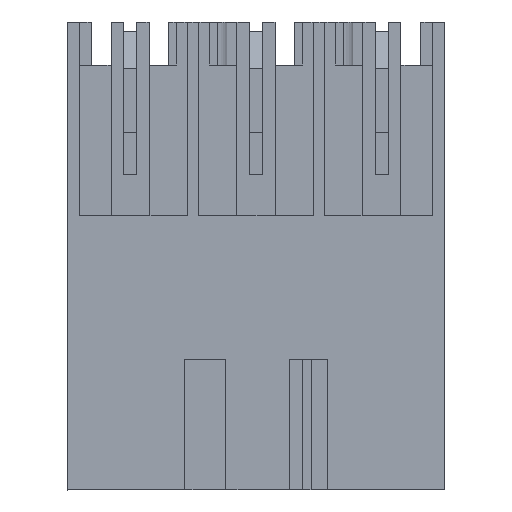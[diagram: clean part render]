
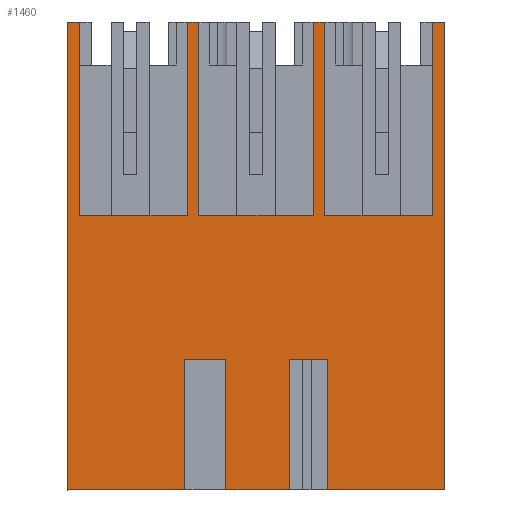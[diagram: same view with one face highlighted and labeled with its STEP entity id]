
A CAD part, top view. The second image highlights one B-rep face of the part: STEP entity #1460.
In plain terms, the highlighted planar face has unit normal (0, 0, 1).
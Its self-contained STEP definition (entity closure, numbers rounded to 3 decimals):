
#1271=AXIS2_PLACEMENT_3D('Plane Axis2P3D',#1268,#1269,#1270) ;
#218=CARTESIAN_POINT('Line Origine',(4.01,16.6,14.)) ;
#222=CARTESIAN_POINT('Vertex',(0.75,16.6,14.)) ;
#224=CARTESIAN_POINT('Vertex',(7.27,16.6,14.)) ;
#1037=CARTESIAN_POINT('Vertex',(0.75,28.3,14.)) ;
#1040=CARTESIAN_POINT('Line Origine',(0.75,22.45,14.)) ;
#1245=CARTESIAN_POINT('Vertex',(0.,28.3,14.)) ;
#1248=CARTESIAN_POINT('Line Origine',(0.375,28.3,14.)) ;
#1268=CARTESIAN_POINT('Axis2P3D Location',(-7.62,28.3,14.)) ;
#1273=CARTESIAN_POINT('Line Origine',(22.11,22.45,14.)) ;
#1277=CARTESIAN_POINT('Vertex',(22.11,16.6,14.)) ;
#1279=CARTESIAN_POINT('Vertex',(22.11,28.3,14.)) ;
#1282=CARTESIAN_POINT('Line Origine',(18.85,16.6,14.)) ;
#1286=CARTESIAN_POINT('Vertex',(15.59,16.6,14.)) ;
#1289=CARTESIAN_POINT('Line Origine',(15.59,22.45,14.)) ;
#1293=CARTESIAN_POINT('Vertex',(15.59,28.3,14.)) ;
#1296=CARTESIAN_POINT('Line Origine',(15.415,28.3,14.)) ;
#1300=CARTESIAN_POINT('Vertex',(15.24,28.3,14.)) ;
#1303=CARTESIAN_POINT('Line Origine',(15.065,28.3,14.)) ;
#1307=CARTESIAN_POINT('Vertex',(14.89,28.3,14.)) ;
#1310=CARTESIAN_POINT('Line Origine',(14.89,22.45,14.)) ;
#1314=CARTESIAN_POINT('Vertex',(14.89,16.6,14.)) ;
#1317=CARTESIAN_POINT('Line Origine',(11.43,16.6,14.)) ;
#1321=CARTESIAN_POINT('Vertex',(7.97,16.6,14.)) ;
#1324=CARTESIAN_POINT('Line Origine',(7.97,22.45,14.)) ;
#1328=CARTESIAN_POINT('Vertex',(7.97,28.3,14.)) ;
#1331=CARTESIAN_POINT('Line Origine',(7.795,28.3,14.)) ;
#1335=CARTESIAN_POINT('Vertex',(7.62,28.3,14.)) ;
#1338=CARTESIAN_POINT('Line Origine',(7.445,28.3,14.)) ;
#1342=CARTESIAN_POINT('Vertex',(7.27,28.3,14.)) ;
#1345=CARTESIAN_POINT('Line Origine',(7.27,22.45,14.)) ;
#1350=CARTESIAN_POINT('Line Origine',(0.,14.15,14.)) ;
#1354=CARTESIAN_POINT('Vertex',(0.,0.,14.)) ;
#1357=CARTESIAN_POINT('Line Origine',(3.552,0.,14.)) ;
#1361=CARTESIAN_POINT('Vertex',(7.104,0.,14.)) ;
#1364=CARTESIAN_POINT('Line Origine',(7.104,3.95,14.)) ;
#1368=CARTESIAN_POINT('Vertex',(7.104,7.9,14.)) ;
#1371=CARTESIAN_POINT('Line Origine',(8.357,7.9,14.)) ;
#1375=CARTESIAN_POINT('Vertex',(9.61,7.9,14.)) ;
#1378=CARTESIAN_POINT('Line Origine',(9.61,3.95,14.)) ;
#1382=CARTESIAN_POINT('Vertex',(9.61,0.,14.)) ;
#1385=CARTESIAN_POINT('Line Origine',(11.529,0.,14.)) ;
#1389=CARTESIAN_POINT('Vertex',(13.449,0.,14.)) ;
#1392=CARTESIAN_POINT('Line Origine',(13.449,3.95,14.)) ;
#1396=CARTESIAN_POINT('Vertex',(13.449,7.9,14.)) ;
#1399=CARTESIAN_POINT('Line Origine',(14.602,7.9,14.)) ;
#1403=CARTESIAN_POINT('Vertex',(15.756,7.9,14.)) ;
#1406=CARTESIAN_POINT('Line Origine',(15.756,3.95,14.)) ;
#1410=CARTESIAN_POINT('Vertex',(15.756,0.,14.)) ;
#1413=CARTESIAN_POINT('Line Origine',(19.308,0.,14.)) ;
#1417=CARTESIAN_POINT('Vertex',(22.86,0.,14.)) ;
#1420=CARTESIAN_POINT('Line Origine',(22.86,14.15,14.)) ;
#1424=CARTESIAN_POINT('Vertex',(22.86,28.3,14.)) ;
#1427=CARTESIAN_POINT('Line Origine',(22.485,28.3,14.)) ;
#219=DIRECTION('Vector Direction',(1.,0.,0.)) ;
#1041=DIRECTION('Vector Direction',(0.,1.,0.)) ;
#1249=DIRECTION('Vector Direction',(-1.,0.,0.)) ;
#1269=DIRECTION('Axis2P3D Direction',(0.,0.,1.)) ;
#1270=DIRECTION('Axis2P3D XDirection',(0.,-1.,0.)) ;
#1274=DIRECTION('Vector Direction',(0.,1.,0.)) ;
#1283=DIRECTION('Vector Direction',(-1.,0.,0.)) ;
#1290=DIRECTION('Vector Direction',(0.,-1.,0.)) ;
#1297=DIRECTION('Vector Direction',(1.,0.,0.)) ;
#1304=DIRECTION('Vector Direction',(1.,0.,0.)) ;
#1311=DIRECTION('Vector Direction',(0.,-1.,0.)) ;
#1318=DIRECTION('Vector Direction',(-1.,0.,0.)) ;
#1325=DIRECTION('Vector Direction',(0.,-1.,0.)) ;
#1332=DIRECTION('Vector Direction',(1.,0.,0.)) ;
#1339=DIRECTION('Vector Direction',(1.,0.,0.)) ;
#1346=DIRECTION('Vector Direction',(0.,-1.,0.)) ;
#1351=DIRECTION('Vector Direction',(0.,1.,0.)) ;
#1358=DIRECTION('Vector Direction',(1.,0.,0.)) ;
#1365=DIRECTION('Vector Direction',(0.,1.,0.)) ;
#1372=DIRECTION('Vector Direction',(-1.,0.,0.)) ;
#1379=DIRECTION('Vector Direction',(0.,1.,0.)) ;
#1386=DIRECTION('Vector Direction',(1.,0.,0.)) ;
#1393=DIRECTION('Vector Direction',(0.,-1.,0.)) ;
#1400=DIRECTION('Vector Direction',(-1.,0.,0.)) ;
#1407=DIRECTION('Vector Direction',(0.,-1.,0.)) ;
#1414=DIRECTION('Vector Direction',(1.,0.,0.)) ;
#1421=DIRECTION('Vector Direction',(0.,1.,0.)) ;
#1428=DIRECTION('Vector Direction',(1.,0.,0.)) ;
#220=VECTOR('Line Direction',#219,1.) ;
#1042=VECTOR('Line Direction',#1041,1.) ;
#1250=VECTOR('Line Direction',#1249,1.) ;
#1275=VECTOR('Line Direction',#1274,1.) ;
#1284=VECTOR('Line Direction',#1283,1.) ;
#1291=VECTOR('Line Direction',#1290,1.) ;
#1298=VECTOR('Line Direction',#1297,1.) ;
#1305=VECTOR('Line Direction',#1304,1.) ;
#1312=VECTOR('Line Direction',#1311,1.) ;
#1319=VECTOR('Line Direction',#1318,1.) ;
#1326=VECTOR('Line Direction',#1325,1.) ;
#1333=VECTOR('Line Direction',#1332,1.) ;
#1340=VECTOR('Line Direction',#1339,1.) ;
#1347=VECTOR('Line Direction',#1346,1.) ;
#1352=VECTOR('Line Direction',#1351,1.) ;
#1359=VECTOR('Line Direction',#1358,1.) ;
#1366=VECTOR('Line Direction',#1365,1.) ;
#1373=VECTOR('Line Direction',#1372,1.) ;
#1380=VECTOR('Line Direction',#1379,1.) ;
#1387=VECTOR('Line Direction',#1386,1.) ;
#1394=VECTOR('Line Direction',#1393,1.) ;
#1401=VECTOR('Line Direction',#1400,1.) ;
#1408=VECTOR('Line Direction',#1407,1.) ;
#1415=VECTOR('Line Direction',#1414,1.) ;
#1422=VECTOR('Line Direction',#1421,1.) ;
#1429=VECTOR('Line Direction',#1428,1.) ;
#1433=ORIENTED_EDGE('',*,*,#1281,.F.) ;
#1434=ORIENTED_EDGE('',*,*,#1288,.T.) ;
#1435=ORIENTED_EDGE('',*,*,#1295,.F.) ;
#1436=ORIENTED_EDGE('',*,*,#1302,.T.) ;
#1437=ORIENTED_EDGE('',*,*,#1309,.F.) ;
#1438=ORIENTED_EDGE('',*,*,#1316,.T.) ;
#1439=ORIENTED_EDGE('',*,*,#1323,.F.) ;
#1440=ORIENTED_EDGE('',*,*,#1330,.F.) ;
#1441=ORIENTED_EDGE('',*,*,#1337,.T.) ;
#1442=ORIENTED_EDGE('',*,*,#1344,.F.) ;
#1443=ORIENTED_EDGE('',*,*,#1349,.T.) ;
#1444=ORIENTED_EDGE('',*,*,#226,.F.) ;
#1445=ORIENTED_EDGE('',*,*,#1044,.T.) ;
#1446=ORIENTED_EDGE('',*,*,#1252,.T.) ;
#1447=ORIENTED_EDGE('',*,*,#1356,.F.) ;
#1448=ORIENTED_EDGE('',*,*,#1363,.F.) ;
#1449=ORIENTED_EDGE('',*,*,#1370,.T.) ;
#1450=ORIENTED_EDGE('',*,*,#1377,.F.) ;
#1451=ORIENTED_EDGE('',*,*,#1384,.F.) ;
#1452=ORIENTED_EDGE('',*,*,#1391,.T.) ;
#1453=ORIENTED_EDGE('',*,*,#1398,.F.) ;
#1454=ORIENTED_EDGE('',*,*,#1405,.F.) ;
#1455=ORIENTED_EDGE('',*,*,#1412,.T.) ;
#1456=ORIENTED_EDGE('',*,*,#1419,.T.) ;
#1457=ORIENTED_EDGE('',*,*,#1426,.T.) ;
#1458=ORIENTED_EDGE('',*,*,#1431,.F.) ;
#1460=ADVANCED_FACE('housing',(#1459),#1272,.T.) ;
#226=EDGE_CURVE('',#223,#225,#221,.T.) ;
#1044=EDGE_CURVE('',#223,#1038,#1043,.T.) ;
#1252=EDGE_CURVE('',#1038,#1246,#1251,.T.) ;
#1281=EDGE_CURVE('',#1278,#1280,#1276,.T.) ;
#1288=EDGE_CURVE('',#1278,#1287,#1285,.T.) ;
#1295=EDGE_CURVE('',#1294,#1287,#1292,.T.) ;
#1302=EDGE_CURVE('',#1294,#1301,#1299,.F.) ;
#1309=EDGE_CURVE('',#1308,#1301,#1306,.T.) ;
#1316=EDGE_CURVE('',#1308,#1315,#1313,.T.) ;
#1323=EDGE_CURVE('',#1322,#1315,#1320,.F.) ;
#1330=EDGE_CURVE('',#1329,#1322,#1327,.T.) ;
#1337=EDGE_CURVE('',#1329,#1336,#1334,.F.) ;
#1344=EDGE_CURVE('',#1343,#1336,#1341,.T.) ;
#1349=EDGE_CURVE('',#1343,#225,#1348,.T.) ;
#1356=EDGE_CURVE('',#1355,#1246,#1353,.T.) ;
#1363=EDGE_CURVE('',#1362,#1355,#1360,.F.) ;
#1370=EDGE_CURVE('',#1362,#1369,#1367,.T.) ;
#1377=EDGE_CURVE('',#1376,#1369,#1374,.T.) ;
#1384=EDGE_CURVE('',#1383,#1376,#1381,.T.) ;
#1391=EDGE_CURVE('',#1383,#1390,#1388,.T.) ;
#1398=EDGE_CURVE('',#1397,#1390,#1395,.T.) ;
#1405=EDGE_CURVE('',#1404,#1397,#1402,.T.) ;
#1412=EDGE_CURVE('',#1404,#1411,#1409,.T.) ;
#1419=EDGE_CURVE('',#1411,#1418,#1416,.T.) ;
#1426=EDGE_CURVE('',#1418,#1425,#1423,.T.) ;
#1431=EDGE_CURVE('',#1280,#1425,#1430,.T.) ;
#1432=EDGE_LOOP('',(#1433,#1434,#1435,#1436,#1437,#1438,#1439,#1440,#1441,#1442,#1443,#1444,#1445,#1446,#1447,#1448,#1449,#1450,#1451,#1452,#1453,#1454,#1455,#1456,#1457,#1458)) ;
#1459=FACE_OUTER_BOUND('',#1432,.T.) ;
#221=LINE('Line',#218,#220) ;
#1043=LINE('Line',#1040,#1042) ;
#1251=LINE('Line',#1248,#1250) ;
#1276=LINE('Line',#1273,#1275) ;
#1285=LINE('Line',#1282,#1284) ;
#1292=LINE('Line',#1289,#1291) ;
#1299=LINE('Line',#1296,#1298) ;
#1306=LINE('Line',#1303,#1305) ;
#1313=LINE('Line',#1310,#1312) ;
#1320=LINE('Line',#1317,#1319) ;
#1327=LINE('Line',#1324,#1326) ;
#1334=LINE('Line',#1331,#1333) ;
#1341=LINE('Line',#1338,#1340) ;
#1348=LINE('Line',#1345,#1347) ;
#1353=LINE('Line',#1350,#1352) ;
#1360=LINE('Line',#1357,#1359) ;
#1367=LINE('Line',#1364,#1366) ;
#1374=LINE('Line',#1371,#1373) ;
#1381=LINE('Line',#1378,#1380) ;
#1388=LINE('Line',#1385,#1387) ;
#1395=LINE('Line',#1392,#1394) ;
#1402=LINE('Line',#1399,#1401) ;
#1409=LINE('Line',#1406,#1408) ;
#1416=LINE('Line',#1413,#1415) ;
#1423=LINE('Line',#1420,#1422) ;
#1430=LINE('Line',#1427,#1429) ;
#1272=PLANE('',#1271) ;
#223=VERTEX_POINT('',#222) ;
#225=VERTEX_POINT('',#224) ;
#1038=VERTEX_POINT('',#1037) ;
#1246=VERTEX_POINT('',#1245) ;
#1278=VERTEX_POINT('',#1277) ;
#1280=VERTEX_POINT('',#1279) ;
#1287=VERTEX_POINT('',#1286) ;
#1294=VERTEX_POINT('',#1293) ;
#1301=VERTEX_POINT('',#1300) ;
#1308=VERTEX_POINT('',#1307) ;
#1315=VERTEX_POINT('',#1314) ;
#1322=VERTEX_POINT('',#1321) ;
#1329=VERTEX_POINT('',#1328) ;
#1336=VERTEX_POINT('',#1335) ;
#1343=VERTEX_POINT('',#1342) ;
#1355=VERTEX_POINT('',#1354) ;
#1362=VERTEX_POINT('',#1361) ;
#1369=VERTEX_POINT('',#1368) ;
#1376=VERTEX_POINT('',#1375) ;
#1383=VERTEX_POINT('',#1382) ;
#1390=VERTEX_POINT('',#1389) ;
#1397=VERTEX_POINT('',#1396) ;
#1404=VERTEX_POINT('',#1403) ;
#1411=VERTEX_POINT('',#1410) ;
#1418=VERTEX_POINT('',#1417) ;
#1425=VERTEX_POINT('',#1424) ;
